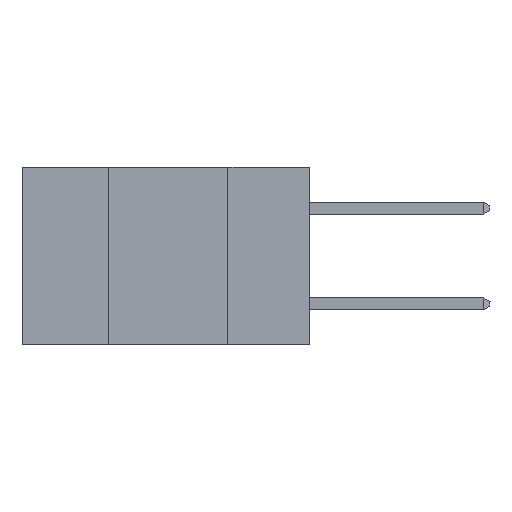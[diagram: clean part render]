
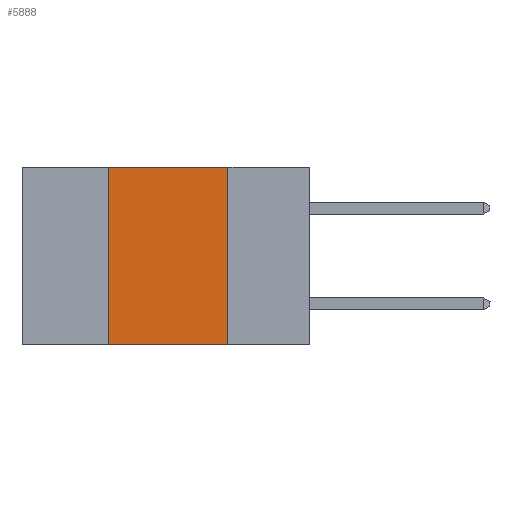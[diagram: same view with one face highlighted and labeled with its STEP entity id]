
A CAD part, left-side view. The second image highlights one B-rep face of the part: STEP entity #5888.
In plain terms, the highlighted planar face has unit normal (-1, 0, 0).
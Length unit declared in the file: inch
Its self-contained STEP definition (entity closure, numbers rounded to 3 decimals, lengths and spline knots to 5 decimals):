
#170 = ORIENTED_EDGE ( 'NONE', *, *, #22244, .F. ) ;
#223 = CARTESIAN_POINT ( 'NONE',  ( 0., 0.42, 0. ) ) ;
#1533 = VECTOR ( 'NONE', #6900, 39.37008 ) ;
#1844 = EDGE_LOOP ( 'NONE', ( #170, #5695, #8562, #6353 ) ) ;
#3078 = EDGE_CURVE ( 'NONE', #7714, #15552, #15426, .T. ) ;
#4538 = EDGE_CURVE ( 'NONE', #7714, #4788, #21671, .T. ) ;
#4788 = VERTEX_POINT ( 'NONE', #17056 ) ;
#5695 = ORIENTED_EDGE ( 'NONE', *, *, #16474, .F. ) ;
#5888 = ADVANCED_FACE ( 'NONE', ( #9210 ), #29248, .F. ) ;
#6353 = ORIENTED_EDGE ( 'NONE', *, *, #4538, .T. ) ;
#6845 = VECTOR ( 'NONE', #8427, 39.37008 ) ;
#6900 = DIRECTION ( 'NONE',  ( 0., 0., -1. ) ) ;
#6969 = CARTESIAN_POINT ( 'NONE',  ( 0., 0.42, 0. ) ) ;
#7714 = VERTEX_POINT ( 'NONE', #8907 ) ;
#8427 = DIRECTION ( 'NONE',  ( 0., -1., 0. ) ) ;
#8562 = ORIENTED_EDGE ( 'NONE', *, *, #3078, .F. ) ;
#8571 = LINE ( 'NONE', #26458, #6845 ) ;
#8907 = CARTESIAN_POINT ( 'NONE',  ( 0., 0.42, -0.37 ) ) ;
#9210 = FACE_OUTER_BOUND ( 'NONE', #1844, .T. ) ;
#9621 = VECTOR ( 'NONE', #15900, 39.37008 ) ;
#11132 = DIRECTION ( 'NONE',  ( 1., 0., 0. ) ) ;
#13258 = VECTOR ( 'NONE', #29310, 39.37008 ) ;
#13506 = CARTESIAN_POINT ( 'NONE',  ( 0., 0.17, 0. ) ) ;
#15426 = LINE ( 'NONE', #223, #13258 ) ;
#15517 = DIRECTION ( 'NONE',  ( 0., 0., -1. ) ) ;
#15552 = VERTEX_POINT ( 'NONE', #6969 ) ;
#15900 = DIRECTION ( 'NONE',  ( 0., -1., 0. ) ) ;
#16474 = EDGE_CURVE ( 'NONE', #15552, #16718, #8571, .T. ) ;
#16718 = VERTEX_POINT ( 'NONE', #19986 ) ;
#17056 = CARTESIAN_POINT ( 'NONE',  ( 0., 0.17, -0.37 ) ) ;
#19986 = CARTESIAN_POINT ( 'NONE',  ( 0., 0.17, 0. ) ) ;
#21671 = LINE ( 'NONE', #26988, #9621 ) ;
#22244 = EDGE_CURVE ( 'NONE', #16718, #4788, #26646, .T. ) ;
#23609 = AXIS2_PLACEMENT_3D ( 'NONE', #24606, #11132, #15517 ) ;
#24606 = CARTESIAN_POINT ( 'NONE',  ( 0., 0.6, 0. ) ) ;
#26458 = CARTESIAN_POINT ( 'NONE',  ( 0., 0.6, 0. ) ) ;
#26646 = LINE ( 'NONE', #13506, #1533 ) ;
#26988 = CARTESIAN_POINT ( 'NONE',  ( 0., 0.6, -0.37 ) ) ;
#29248 = PLANE ( 'NONE',  #23609 ) ;
#29310 = DIRECTION ( 'NONE',  ( 0., 0., 1. ) ) ;
